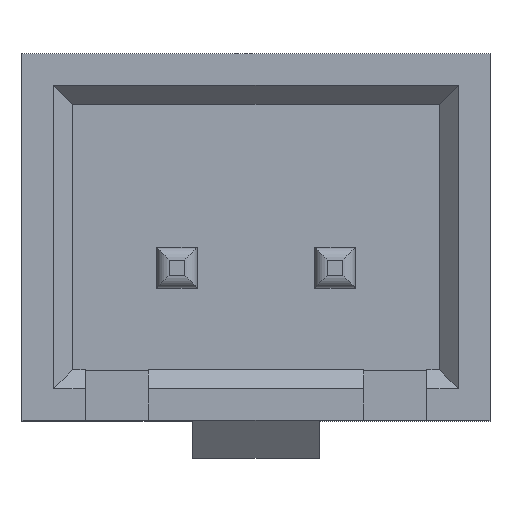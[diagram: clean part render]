
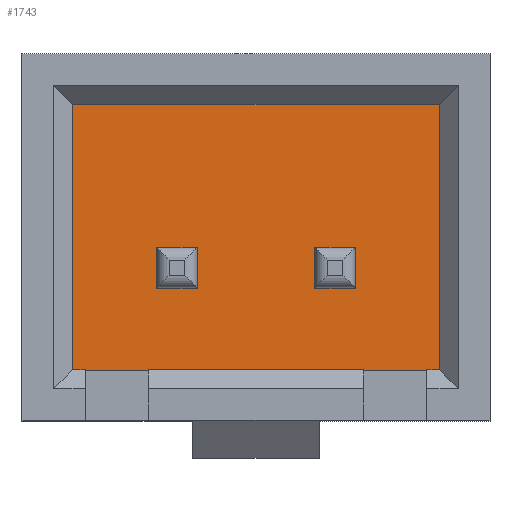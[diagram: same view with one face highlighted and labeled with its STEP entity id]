
A CAD part, top view. The second image highlights one B-rep face of the part: STEP entity #1743.
In plain terms, the highlighted planar face has unit normal (0, 0, 1).
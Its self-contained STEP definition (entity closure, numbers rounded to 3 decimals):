
#1711=AXIS2_PLACEMENT_3D('Plane Axis2P3D',#1708,#1709,#1710) ;
#787=CARTESIAN_POINT('Vertex',(2.9,2.1,2.)) ;
#790=CARTESIAN_POINT('Line Origine',(2.9,0.,2.)) ;
#794=CARTESIAN_POINT('Vertex',(2.9,-2.1,2.)) ;
#825=CARTESIAN_POINT('Vertex',(-2.9,2.1,2.)) ;
#828=CARTESIAN_POINT('Line Origine',(0.,2.1,2.)) ;
#851=CARTESIAN_POINT('Vertex',(-0.93,-0.163,2.)) ;
#854=CARTESIAN_POINT('Line Origine',(-1.25,-0.163,2.)) ;
#858=CARTESIAN_POINT('Vertex',(-1.57,-0.163,2.)) ;
#898=CARTESIAN_POINT('Vertex',(-1.57,-0.803,2.)) ;
#901=CARTESIAN_POINT('Line Origine',(-1.25,-0.803,2.)) ;
#905=CARTESIAN_POINT('Vertex',(-0.93,-0.803,2.)) ;
#940=CARTESIAN_POINT('Vertex',(1.57,-0.163,2.)) ;
#943=CARTESIAN_POINT('Line Origine',(1.25,-0.163,2.)) ;
#947=CARTESIAN_POINT('Vertex',(0.93,-0.163,2.)) ;
#982=CARTESIAN_POINT('Vertex',(0.93,-0.803,2.)) ;
#985=CARTESIAN_POINT('Line Origine',(1.25,-0.803,2.)) ;
#989=CARTESIAN_POINT('Vertex',(1.57,-0.803,2.)) ;
#1343=CARTESIAN_POINT('Line Origine',(0.93,-0.483,2.)) ;
#1362=CARTESIAN_POINT('Line Origine',(1.57,-0.483,2.)) ;
#1381=CARTESIAN_POINT('Line Origine',(-1.57,-0.483,2.)) ;
#1400=CARTESIAN_POINT('Line Origine',(-0.93,-0.483,2.)) ;
#1708=CARTESIAN_POINT('Axis2P3D Location',(0.,0.,2.)) ;
#1713=CARTESIAN_POINT('Line Origine',(-2.9,0.,2.)) ;
#1717=CARTESIAN_POINT('Vertex',(-2.9,-2.1,2.)) ;
#1720=CARTESIAN_POINT('Line Origine',(0.,-2.1,2.)) ;
#791=DIRECTION('Vector Direction',(0.,-1.,0.)) ;
#829=DIRECTION('Vector Direction',(1.,0.,0.)) ;
#855=DIRECTION('Vector Direction',(1.,0.,0.)) ;
#902=DIRECTION('Vector Direction',(-1.,0.,0.)) ;
#944=DIRECTION('Vector Direction',(1.,0.,0.)) ;
#986=DIRECTION('Vector Direction',(-1.,0.,0.)) ;
#1344=DIRECTION('Vector Direction',(0.,-1.,0.)) ;
#1363=DIRECTION('Vector Direction',(0.,1.,0.)) ;
#1382=DIRECTION('Vector Direction',(0.,-1.,0.)) ;
#1401=DIRECTION('Vector Direction',(0.,1.,0.)) ;
#1709=DIRECTION('Axis2P3D Direction',(0.,0.,1.)) ;
#1710=DIRECTION('Axis2P3D XDirection',(1.,0.,0.)) ;
#1714=DIRECTION('Vector Direction',(0.,1.,0.)) ;
#1721=DIRECTION('Vector Direction',(-1.,0.,0.)) ;
#792=VECTOR('Line Direction',#791,1.) ;
#830=VECTOR('Line Direction',#829,1.) ;
#856=VECTOR('Line Direction',#855,1.) ;
#903=VECTOR('Line Direction',#902,1.) ;
#945=VECTOR('Line Direction',#944,1.) ;
#987=VECTOR('Line Direction',#986,1.) ;
#1345=VECTOR('Line Direction',#1344,1.) ;
#1364=VECTOR('Line Direction',#1363,1.) ;
#1383=VECTOR('Line Direction',#1382,1.) ;
#1402=VECTOR('Line Direction',#1401,1.) ;
#1715=VECTOR('Line Direction',#1714,1.) ;
#1722=VECTOR('Line Direction',#1721,1.) ;
#1726=ORIENTED_EDGE('',*,*,#832,.T.) ;
#1727=ORIENTED_EDGE('',*,*,#1719,.T.) ;
#1728=ORIENTED_EDGE('',*,*,#1724,.T.) ;
#1729=ORIENTED_EDGE('',*,*,#796,.T.) ;
#1732=ORIENTED_EDGE('',*,*,#860,.T.) ;
#1733=ORIENTED_EDGE('',*,*,#1404,.F.) ;
#1734=ORIENTED_EDGE('',*,*,#907,.T.) ;
#1735=ORIENTED_EDGE('',*,*,#1385,.F.) ;
#1738=ORIENTED_EDGE('',*,*,#949,.T.) ;
#1739=ORIENTED_EDGE('',*,*,#1366,.F.) ;
#1740=ORIENTED_EDGE('',*,*,#991,.T.) ;
#1741=ORIENTED_EDGE('',*,*,#1347,.F.) ;
#1736=FACE_BOUND('',#1731,.T.) ;
#1742=FACE_BOUND('',#1737,.T.) ;
#1743=ADVANCED_FACE('PartBody',(#1730,#1736,#1742),#1712,.T.) ;
#796=EDGE_CURVE('',#795,#788,#793,.F.) ;
#832=EDGE_CURVE('',#788,#826,#831,.F.) ;
#860=EDGE_CURVE('',#859,#852,#857,.T.) ;
#907=EDGE_CURVE('',#906,#899,#904,.T.) ;
#949=EDGE_CURVE('',#948,#941,#946,.T.) ;
#991=EDGE_CURVE('',#990,#983,#988,.T.) ;
#1347=EDGE_CURVE('',#948,#983,#1346,.T.) ;
#1366=EDGE_CURVE('',#990,#941,#1365,.T.) ;
#1385=EDGE_CURVE('',#859,#899,#1384,.T.) ;
#1404=EDGE_CURVE('',#906,#852,#1403,.T.) ;
#1719=EDGE_CURVE('',#826,#1718,#1716,.F.) ;
#1724=EDGE_CURVE('',#1718,#795,#1723,.F.) ;
#1725=EDGE_LOOP('',(#1726,#1727,#1728,#1729)) ;
#1731=EDGE_LOOP('',(#1732,#1733,#1734,#1735)) ;
#1737=EDGE_LOOP('',(#1738,#1739,#1740,#1741)) ;
#1730=FACE_OUTER_BOUND('',#1725,.T.) ;
#793=LINE('Line',#790,#792) ;
#831=LINE('Line',#828,#830) ;
#857=LINE('Line',#854,#856) ;
#904=LINE('Line',#901,#903) ;
#946=LINE('Line',#943,#945) ;
#988=LINE('Line',#985,#987) ;
#1346=LINE('Line',#1343,#1345) ;
#1365=LINE('Line',#1362,#1364) ;
#1384=LINE('Line',#1381,#1383) ;
#1403=LINE('Line',#1400,#1402) ;
#1716=LINE('Line',#1713,#1715) ;
#1723=LINE('Line',#1720,#1722) ;
#1712=PLANE('',#1711) ;
#788=VERTEX_POINT('',#787) ;
#795=VERTEX_POINT('',#794) ;
#826=VERTEX_POINT('',#825) ;
#852=VERTEX_POINT('',#851) ;
#859=VERTEX_POINT('',#858) ;
#899=VERTEX_POINT('',#898) ;
#906=VERTEX_POINT('',#905) ;
#941=VERTEX_POINT('',#940) ;
#948=VERTEX_POINT('',#947) ;
#983=VERTEX_POINT('',#982) ;
#990=VERTEX_POINT('',#989) ;
#1718=VERTEX_POINT('',#1717) ;
